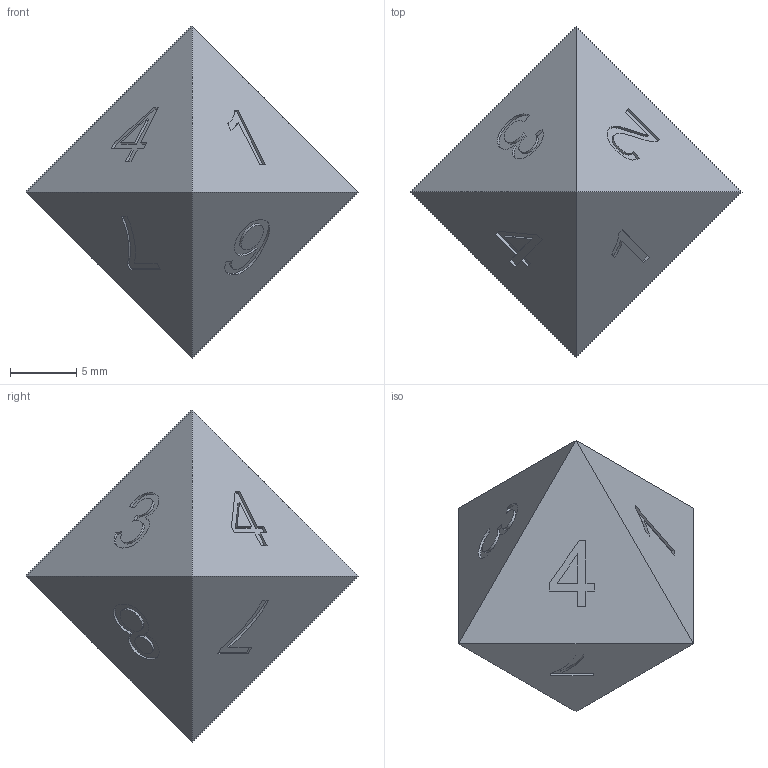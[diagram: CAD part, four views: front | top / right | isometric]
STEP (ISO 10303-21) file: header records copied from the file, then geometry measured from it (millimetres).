
FILE_DESCRIPTION(('HOOPS Exchange Step'),'2;1');
FILE_NAME('temp_export','2024-08-12T10:35:37+08:00',('sharma21'),('Shapr3D Limited'),'HOOPS Exchange 2024.2','Shapr3D','Authorized');
FILE_SCHEMA( ('AP242_MANAGED_MODEL_BASED_3D_ENGINEERING_MIM_LF {1 0 10303 442 1 1 4 }') );
Length unit declared in the file: millimetre
Products named in the file (1): root
Bounding box: 25 x 25 x 25 mm (x, y, z)
Volume: 2594.2 mm3; surface area: 1118.3 mm2
Topology: 1 solids, 1 shells, 90 faces, 222 edges, 146 vertices
Faces by surface type: plane 59, bspline 31
Entity records: 4008 total; most frequent: CARTESIAN_POINT 2051, ORIENTED_EDGE 444, DIRECTION 282, EDGE_CURVE 222, VECTOR 160, LINE 160, VERTEX_POINT 146, EDGE_LOOP 102
